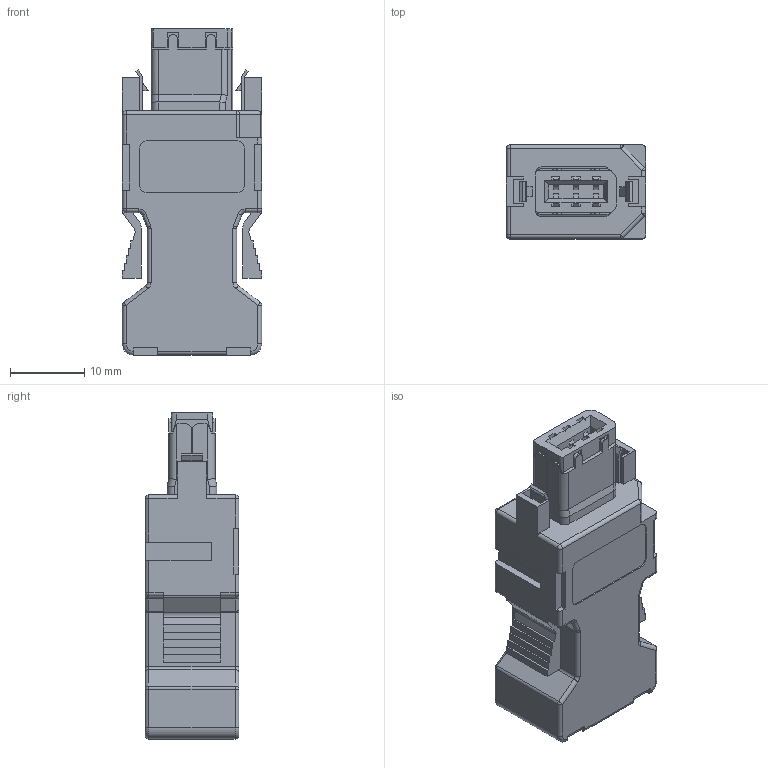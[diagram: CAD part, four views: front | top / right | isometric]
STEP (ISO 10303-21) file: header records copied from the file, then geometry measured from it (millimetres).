
FILE_DESCRIPTION((''),'2;1');
FILE_NAME('FUS630','2023-09-08T',('工程三'),(''),'PRO/ENGINEER BY PARAMETRIC TECHNOLOGY CORPORATION, 2010280','PRO/ENGINEER BY PARAMETRIC TECHNOLOGY CORPORATION, 2010280','');
FILE_SCHEMA(('CONFIG_CONTROL_DESIGN'));
Length unit declared in the file: millimetre
Products named in the file (1): FUS630
Bounding box: 18.71 x 12.6 x 43.8 mm (x, y, z)
Volume: 7518 mm3; surface area: 3887.9 mm2
Topology: 1 solids, 1 shells, 456 faces, 1220 edges, 780 vertices
Faces by surface type: plane 296, cylinder 130, torus 16, sphere 14
Entity records: 14146 total; most frequent: CARTESIAN_POINT 2530, ORIENTED_EDGE 2440, DIRECTION 2376, EDGE_CURVE 1220, VECTOR 940, LINE 940, VERTEX_POINT 780, AXIS2_PLACEMENT_3D 718
